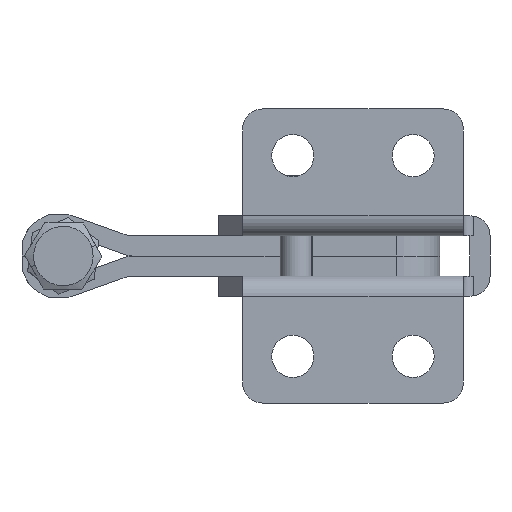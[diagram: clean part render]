
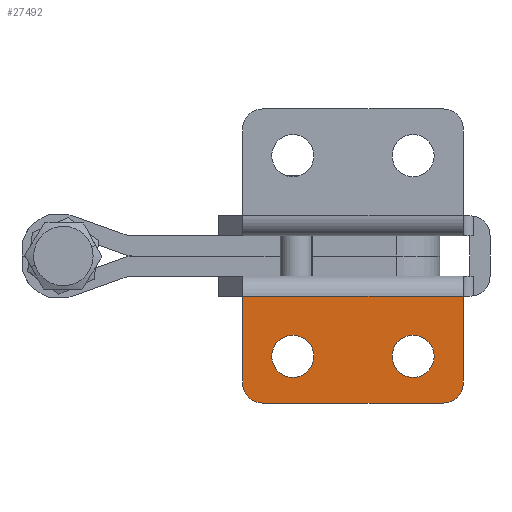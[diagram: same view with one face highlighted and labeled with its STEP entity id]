
A CAD part, front view. The second image highlights one B-rep face of the part: STEP entity #27492.
In plain terms, the highlighted planar face has unit normal (0, -1, 0).
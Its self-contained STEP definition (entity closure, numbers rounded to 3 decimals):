
#1249 = DIRECTION ( 'NONE',  ( -1., 0., 0. ) ) ;
#2245 = CARTESIAN_POINT ( 'NONE',  ( -7.5, 0., -18. ) ) ;
#2248 = DIRECTION ( 'NONE',  ( 0., 1., 0. ) ) ;
#2368 = LINE ( 'NONE', #23522, #8259 ) ;
#2632 = ORIENTED_EDGE ( 'NONE', *, *, #31140, .T. ) ;
#2669 = CARTESIAN_POINT ( 'NONE',  ( -3., 0., -22. ) ) ;
#3001 = VERTEX_POINT ( 'NONE', #21322 ) ;
#3814 = EDGE_CURVE ( 'NONE', #25669, #31119, #18761, .T. ) ;
#4572 = EDGE_CURVE ( 'NONE', #8897, #19790, #18727, .T. ) ;
#4797 = DIRECTION ( 'NONE',  ( 1., 0., 0. ) ) ;
#4885 = VECTOR ( 'NONE', #12986, 1000. ) ;
#5222 = DIRECTION ( 'NONE',  ( -1., 0., 0. ) ) ;
#5276 = CARTESIAN_POINT ( 'NONE',  ( -25.5, 0., -18. ) ) ;
#5287 = EDGE_CURVE ( 'NONE', #25669, #31881, #6127, .T. ) ;
#5294 = EDGE_LOOP ( 'NONE', ( #20568, #32023, #27457, #17582, #26042, #6970 ) ) ;
#5366 = CARTESIAN_POINT ( 'NONE',  ( -25.5, 0., -18. ) ) ;
#6127 = LINE ( 'NONE', #9465, #23798 ) ;
#6886 = CIRCLE ( 'NONE', #32581, 3.15 ) ;
#6948 = DIRECTION ( 'NONE',  ( 0., 0., 1. ) ) ;
#6970 = ORIENTED_EDGE ( 'NONE', *, *, #14283, .T. ) ;
#7425 = CARTESIAN_POINT ( 'NONE',  ( -28.65, 0., -18. ) ) ;
#7778 = DIRECTION ( 'NONE',  ( 1., 0., 0. ) ) ;
#7867 = DIRECTION ( 'NONE',  ( 1., 0., 0. ) ) ;
#8259 = VECTOR ( 'NONE', #26066, 1000. ) ;
#8654 = CARTESIAN_POINT ( 'NONE',  ( -33., 0., -22. ) ) ;
#8897 = VERTEX_POINT ( 'NONE', #18504 ) ;
#9465 = CARTESIAN_POINT ( 'NONE',  ( -33., 0., -9. ) ) ;
#9555 = AXIS2_PLACEMENT_3D ( 'NONE', #2669, #20283, #5222 ) ;
#10083 = VERTEX_POINT ( 'NONE', #17850 ) ;
#10133 = LINE ( 'NONE', #11835, #26250 ) ;
#10732 = CARTESIAN_POINT ( 'NONE',  ( -10.65, 0., -18. ) ) ;
#11293 = PLANE ( 'NONE',  #24682 ) ;
#11544 = LINE ( 'NONE', #30718, #4885 ) ;
#11754 = EDGE_CURVE ( 'NONE', #20469, #10083, #2368, .T. ) ;
#11835 = CARTESIAN_POINT ( 'NONE',  ( 0., 0., -9. ) ) ;
#12051 = CARTESIAN_POINT ( 'NONE',  ( -30., 0., -25. ) ) ;
#12610 = VERTEX_POINT ( 'NONE', #30882 ) ;
#12986 = DIRECTION ( 'NONE',  ( 1., 0., 0. ) ) ;
#13081 = CARTESIAN_POINT ( 'NONE',  ( -33., 0., -9. ) ) ;
#13349 = CARTESIAN_POINT ( 'NONE',  ( -30., 0., -22. ) ) ;
#13795 = AXIS2_PLACEMENT_3D ( 'NONE', #17330, #2248, #19852 ) ;
#14283 = EDGE_CURVE ( 'NONE', #12610, #20469, #32624, .T. ) ;
#14362 = DIRECTION ( 'NONE',  ( -1., 0., 0. ) ) ;
#15751 = EDGE_CURVE ( 'NONE', #29378, #3001, #16764, .T. ) ;
#15886 = DIRECTION ( 'NONE',  ( -1., 0., 0. ) ) ;
#16343 = AXIS2_PLACEMENT_3D ( 'NONE', #13349, #30982, #15886 ) ;
#16347 = DIRECTION ( 'NONE',  ( 0., 1., 0. ) ) ;
#16764 = CIRCLE ( 'NONE', #13795, 3.15 ) ;
#16828 = FACE_BOUND ( 'NONE', #26491, .T. ) ;
#17330 = CARTESIAN_POINT ( 'NONE',  ( -7.5, 0., -18. ) ) ;
#17582 = ORIENTED_EDGE ( 'NONE', *, *, #3814, .T. ) ;
#17639 = FACE_OUTER_BOUND ( 'NONE', #5294, .T. ) ;
#17830 = EDGE_CURVE ( 'NONE', #19790, #8897, #19468, .T. ) ;
#17850 = CARTESIAN_POINT ( 'NONE',  ( 0., 0., -9. ) ) ;
#18504 = CARTESIAN_POINT ( 'NONE',  ( -22.35, 0., -18. ) ) ;
#18716 = ORIENTED_EDGE ( 'NONE', *, *, #4572, .T. ) ;
#18727 = CIRCLE ( 'NONE', #27545, 3.15 ) ;
#18761 = CIRCLE ( 'NONE', #16343, 3. ) ;
#19092 = EDGE_CURVE ( 'NONE', #31119, #12610, #11544, .T. ) ;
#19468 = CIRCLE ( 'NONE', #21837, 3.15 ) ;
#19790 = VERTEX_POINT ( 'NONE', #7425 ) ;
#19849 = DIRECTION ( 'NONE',  ( 0., 1., 0. ) ) ;
#19852 = DIRECTION ( 'NONE',  ( 1., 0., 0. ) ) ;
#20283 = DIRECTION ( 'NONE',  ( 0., -1., 0. ) ) ;
#20469 = VERTEX_POINT ( 'NONE', #25754 ) ;
#20568 = ORIENTED_EDGE ( 'NONE', *, *, #11754, .T. ) ;
#21322 = CARTESIAN_POINT ( 'NONE',  ( -4.35, 0., -18. ) ) ;
#21837 = AXIS2_PLACEMENT_3D ( 'NONE', #5276, #22839, #7778 ) ;
#22839 = DIRECTION ( 'NONE',  ( 0., 1., 0. ) ) ;
#22923 = DIRECTION ( 'NONE',  ( 0., 1., 0. ) ) ;
#23493 = FACE_BOUND ( 'NONE', #31080, .T. ) ;
#23522 = CARTESIAN_POINT ( 'NONE',  ( 0., 0., -9. ) ) ;
#23757 = ORIENTED_EDGE ( 'NONE', *, *, #17830, .T. ) ;
#23798 = VECTOR ( 'NONE', #6948, 1000. ) ;
#24682 = AXIS2_PLACEMENT_3D ( 'NONE', #26358, #16347, #1249 ) ;
#25669 = VERTEX_POINT ( 'NONE', #8654 ) ;
#25754 = CARTESIAN_POINT ( 'NONE',  ( 0., 0., -22. ) ) ;
#26042 = ORIENTED_EDGE ( 'NONE', *, *, #19092, .T. ) ;
#26066 = DIRECTION ( 'NONE',  ( 0., 0., 1. ) ) ;
#26250 = VECTOR ( 'NONE', #14362, 1000. ) ;
#26358 = CARTESIAN_POINT ( 'NONE',  ( 0., 0., -9. ) ) ;
#26491 = EDGE_LOOP ( 'NONE', ( #18716, #23757 ) ) ;
#27044 = ORIENTED_EDGE ( 'NONE', *, *, #15751, .T. ) ;
#27457 = ORIENTED_EDGE ( 'NONE', *, *, #5287, .F. ) ;
#27492 = ADVANCED_FACE ( 'NONE', ( #16828, #17639, #23493 ), #11293, .F. ) ;
#27545 = AXIS2_PLACEMENT_3D ( 'NONE', #5366, #22923, #7867 ) ;
#27600 = EDGE_CURVE ( 'NONE', #10083, #31881, #10133, .T. ) ;
#29378 = VERTEX_POINT ( 'NONE', #10732 ) ;
#30718 = CARTESIAN_POINT ( 'NONE',  ( 0., 0., -25. ) ) ;
#30882 = CARTESIAN_POINT ( 'NONE',  ( -3., 0., -25. ) ) ;
#30982 = DIRECTION ( 'NONE',  ( 0., -1., 0. ) ) ;
#31080 = EDGE_LOOP ( 'NONE', ( #2632, #27044 ) ) ;
#31119 = VERTEX_POINT ( 'NONE', #12051 ) ;
#31140 = EDGE_CURVE ( 'NONE', #3001, #29378, #6886, .T. ) ;
#31881 = VERTEX_POINT ( 'NONE', #13081 ) ;
#32023 = ORIENTED_EDGE ( 'NONE', *, *, #27600, .T. ) ;
#32581 = AXIS2_PLACEMENT_3D ( 'NONE', #2245, #19849, #4797 ) ;
#32624 = CIRCLE ( 'NONE', #9555, 3. ) ;
